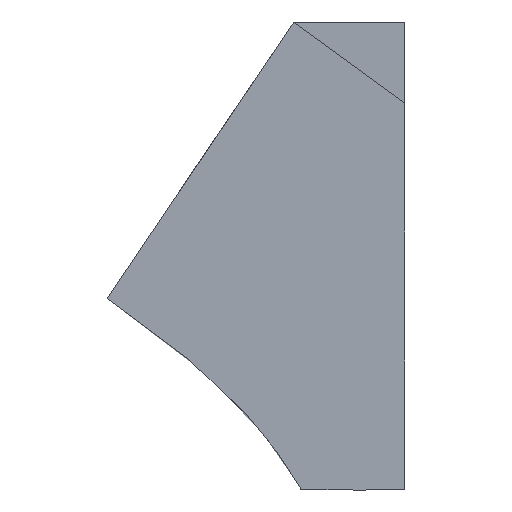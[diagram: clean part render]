
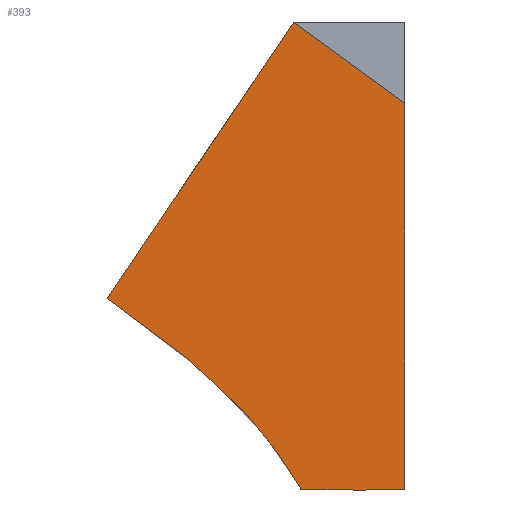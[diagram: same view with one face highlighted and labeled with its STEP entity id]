
A CAD part, front view. The second image highlights one B-rep face of the part: STEP entity #393.
In plain terms, the highlighted free-form (B-spline) face has degree [3, 3] with [4, 11] control points.
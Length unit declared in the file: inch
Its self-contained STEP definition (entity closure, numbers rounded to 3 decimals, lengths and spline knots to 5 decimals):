
#26=LINE('',#965,#48);
#48=VECTOR('',#447,0.3937);
#92=FACE_OUTER_BOUND('',#114,.T.);
#114=EDGE_LOOP('',(#350,#351,#352,#353,#354,#355,#356));
#143=B_SPLINE_CURVE_WITH_KNOTS('',3,(#1010,#1011,#1012,#1013,#1014,#1015,
#1016,#1017,#1018,#1019),.UNSPECIFIED.,.F.,.F.,(4,1,1,1,1,1,1,4),(2.62484,
2.65115,2.65447,2.74791,2.7968,2.84569,
2.89446,2.93193),.UNSPECIFIED.);
#144=B_SPLINE_CURVE_WITH_KNOTS('',3,(#1027,#1028,#1029,#1030),
 .UNSPECIFIED.,.F.,.F.,(4,4),(2.93193,2.93423),
 .UNSPECIFIED.);
#145=B_SPLINE_CURVE_WITH_KNOTS('',3,(#1034,#1035,#1036,#1037),
 .UNSPECIFIED.,.F.,.F.,(4,4),(-10.12743,-0.05),
 .UNSPECIFIED.);
#147=B_SPLINE_CURVE_WITH_KNOTS('',3,(#1049,#1050,#1051,#1052),
 .UNSPECIFIED.,.F.,.F.,(4,4),(-37.76018,0.),.UNSPECIFIED.);
#150=B_SPLINE_CURVE_WITH_KNOTS('',3,(#1094,#1095,#1096,#1097,#1098,#1099),
 .UNSPECIFIED.,.F.,.F.,(4,1,1,4),(2.62807,2.65115,2.65447,
2.72666),.UNSPECIFIED.);
#151=B_SPLINE_CURVE_WITH_KNOTS('',3,(#1144,#1145,#1146,#1147),
 .UNSPECIFIED.,.F.,.F.,(4,4),(-0.057,-0.05),
 .UNSPECIFIED.);
#178=VERTEX_POINT('',#957);
#179=VERTEX_POINT('',#964);
#180=VERTEX_POINT('',#1003);
#182=VERTEX_POINT('',#1025);
#183=VERTEX_POINT('',#1032);
#187=VERTEX_POINT('',#1044);
#189=VERTEX_POINT('',#1087);
#227=EDGE_CURVE('',#179,#178,#26,.T.);
#230=EDGE_CURVE('',#178,#180,#143,.T.);
#234=EDGE_CURVE('',#180,#182,#144,.T.);
#236=EDGE_CURVE('',#182,#183,#145,.T.);
#240=EDGE_CURVE('',#183,#187,#147,.T.);
#246=EDGE_CURVE('',#189,#187,#150,.T.);
#247=EDGE_CURVE('',#189,#179,#151,.T.);
#350=ORIENTED_EDGE('',*,*,#227,.T.);
#351=ORIENTED_EDGE('',*,*,#230,.T.);
#352=ORIENTED_EDGE('',*,*,#234,.T.);
#353=ORIENTED_EDGE('',*,*,#236,.T.);
#354=ORIENTED_EDGE('',*,*,#240,.T.);
#355=ORIENTED_EDGE('',*,*,#246,.F.);
#356=ORIENTED_EDGE('',*,*,#247,.T.);
#372=B_SPLINE_SURFACE_WITH_KNOTS('',3,3,((#1100,#1101,#1102,#1103,#1104,
#1105,#1106,#1107,#1108,#1109,#1110),(#1111,#1112,#1113,#1114,#1115,#1116,
#1117,#1118,#1119,#1120,#1121),(#1122,#1123,#1124,#1125,#1126,#1127,#1128,
#1129,#1130,#1131,#1132),(#1133,#1134,#1135,#1136,#1137,#1138,#1139,#1140,
#1141,#1142,#1143)),.UNSPECIFIED.,.F.,.F.,.F.,(4,4),(4,1,1,1,1,1,1,1,4),
(-35.56,0.),(2.62484,2.65115,2.65447,2.74791,
2.7968,2.84569,2.89446,2.94482,2.98868),
 .UNSPECIFIED.);
#393=ADVANCED_FACE('',(#92),#372,.T.);
#447=DIRECTION('',(-0.559,0.,-0.829));
#957=CARTESIAN_POINT('',(59.55578,-4.,12.59855));
#964=CARTESIAN_POINT('',(66.72537,-4.,23.22791));
#965=CARTESIAN_POINT('',(66.72537,-4.,23.22791));
#1003=CARTESIAN_POINT('',(67.,-4.,5.30719));
#1010=CARTESIAN_POINT('Ctrl Pts',(59.55578,-4.,12.59855));
#1011=CARTESIAN_POINT('Ctrl Pts',(59.85255,-4.,12.40414));
#1012=CARTESIAN_POINT('Ctrl Pts',(60.17904,-4.,12.18355));
#1013=CARTESIAN_POINT('Ctrl Pts',(61.4986,-4.,11.25991));
#1014=CARTESIAN_POINT('Ctrl Pts',(62.91795,-4.,10.13874));
#1015=CARTESIAN_POINT('Ctrl Pts',(64.49419,-4.,8.62242));
#1016=CARTESIAN_POINT('Ctrl Pts',(65.54822,-4.,7.43978));
#1017=CARTESIAN_POINT('Ctrl Pts',(66.37598,-4.,6.3329));
#1018=CARTESIAN_POINT('Ctrl Pts',(66.82192,-4.,5.61873));
#1019=CARTESIAN_POINT('Ctrl Pts',(67.,-4.,5.30719));
#1025=CARTESIAN_POINT('',(67.03251,-4.,5.25));
#1027=CARTESIAN_POINT('Ctrl Pts',(67.,-4.,5.30719));
#1028=CARTESIAN_POINT('Ctrl Pts',(67.01089,-4.,5.28813));
#1029=CARTESIAN_POINT('Ctrl Pts',(67.02173,-4.,5.26907));
#1030=CARTESIAN_POINT('Ctrl Pts',(67.03251,-4.,5.25));
#1032=CARTESIAN_POINT('',(71.,-4.,5.25));
#1034=CARTESIAN_POINT('Ctrl Pts',(67.03251,-4.,5.25));
#1035=CARTESIAN_POINT('Ctrl Pts',(68.355,-4.,5.25));
#1036=CARTESIAN_POINT('Ctrl Pts',(69.6775,-4.,5.25));
#1037=CARTESIAN_POINT('Ctrl Pts',(71.,-4.,5.25));
#1044=CARTESIAN_POINT('',(71.,-4.,20.11621));
#1049=CARTESIAN_POINT('Ctrl Pts',(71.,-4.,5.25));
#1050=CARTESIAN_POINT('Ctrl Pts',(71.,-4.,10.2054));
#1051=CARTESIAN_POINT('Ctrl Pts',(71.,-4.,15.16081));
#1052=CARTESIAN_POINT('Ctrl Pts',(71.,-4.,20.11621));
#1087=CARTESIAN_POINT('',(66.72813,-4.,23.22791));
#1094=CARTESIAN_POINT('Ctrl Pts',(66.72813,-4.,23.22791));
#1095=CARTESIAN_POINT('Ctrl Pts',(67.07567,-4.,22.99904));
#1096=CARTESIAN_POINT('Ctrl Pts',(67.46937,-4.,22.73386));
#1097=CARTESIAN_POINT('Ctrl Pts',(68.92332,-4.,21.72817));
#1098=CARTESIAN_POINT('Ctrl Pts',(70.00126,-4.,20.92429));
#1099=CARTESIAN_POINT('Ctrl Pts',(71.,-4.,20.11621));
#1100=CARTESIAN_POINT('Ctrl Pts',(66.58188,-4.,23.32392));
#1101=CARTESIAN_POINT('Ctrl Pts',(66.97918,-4.,23.06392));
#1102=CARTESIAN_POINT('Ctrl Pts',(67.42172,-4.,22.76683));
#1103=CARTESIAN_POINT('Ctrl Pts',(69.23665,-4.,21.51137));
#1104=CARTESIAN_POINT('Ctrl Pts',(71.29746,-4.,19.94279));
#1105=CARTESIAN_POINT('Ctrl Pts',(73.83349,-4.,17.66258));
#1106=CARTESIAN_POINT('Ctrl Pts',(75.68256,-4.,15.77176));
#1107=CARTESIAN_POINT('Ctrl Pts',(77.43839,-4.,13.68921));
#1108=CARTESIAN_POINT('Ctrl Pts',(78.99557,-4.,11.47471));
#1109=CARTESIAN_POINT('Ctrl Pts',(79.89942,-4.,9.8719));
#1110=CARTESIAN_POINT('Ctrl Pts',(80.28399,-4.,9.09358));
#1111=CARTESIAN_POINT('Ctrl Pts',(64.23985,-4.,19.74879));
#1112=CARTESIAN_POINT('Ctrl Pts',(64.60369,-4.,19.51067));
#1113=CARTESIAN_POINT('Ctrl Pts',(65.00744,-4.,19.23906));
#1114=CARTESIAN_POINT('Ctrl Pts',(66.65745,-4.,18.09424));
#1115=CARTESIAN_POINT('Ctrl Pts',(68.50426,-4.,16.67477));
#1116=CARTESIAN_POINT('Ctrl Pts',(70.72043,-4.,14.6492));
#1117=CARTESIAN_POINT('Ctrl Pts',(72.30446,-4.,12.99443));
#1118=CARTESIAN_POINT('Ctrl Pts',(73.77723,-4.,11.20193));
#1119=CARTESIAN_POINT('Ctrl Pts',(75.05501,-4.,9.33027));
#1120=CARTESIAN_POINT('Ctrl Pts',(75.78233,-4.,7.99878));
#1121=CARTESIAN_POINT('Ctrl Pts',(76.08957,-4.,7.35708));
#1122=CARTESIAN_POINT('Ctrl Pts',(61.89781,-4.,16.17367));
#1123=CARTESIAN_POINT('Ctrl Pts',(62.22804,-4.,15.95739));
#1124=CARTESIAN_POINT('Ctrl Pts',(62.59332,-4.,15.71132));
#1125=CARTESIAN_POINT('Ctrl Pts',(64.0778,-4.,14.67704));
#1126=CARTESIAN_POINT('Ctrl Pts',(65.71114,-4.,13.40676));
#1127=CARTESIAN_POINT('Ctrl Pts',(67.60725,-4.,11.63581));
#1128=CARTESIAN_POINT('Ctrl Pts',(68.92632,-4.,10.21711));
#1129=CARTESIAN_POINT('Ctrl Pts',(70.11605,-4.,8.71465));
#1130=CARTESIAN_POINT('Ctrl Pts',(71.11441,-4.,7.18583));
#1131=CARTESIAN_POINT('Ctrl Pts',(71.66526,-4.,6.12568));
#1132=CARTESIAN_POINT('Ctrl Pts',(71.89514,-4.,5.62058));
#1133=CARTESIAN_POINT('Ctrl Pts',(59.55578,-4.,12.59855));
#1134=CARTESIAN_POINT('Ctrl Pts',(59.85255,-4.,12.40414));
#1135=CARTESIAN_POINT('Ctrl Pts',(60.17904,-4.,12.18355));
#1136=CARTESIAN_POINT('Ctrl Pts',(61.4986,-4.,11.25991));
#1137=CARTESIAN_POINT('Ctrl Pts',(62.91795,-4.,10.13874));
#1138=CARTESIAN_POINT('Ctrl Pts',(64.49419,-4.,8.62242));
#1139=CARTESIAN_POINT('Ctrl Pts',(65.54822,-4.,7.43978));
#1140=CARTESIAN_POINT('Ctrl Pts',(66.4549,-4.,6.22738));
#1141=CARTESIAN_POINT('Ctrl Pts',(67.17385,-4.,5.0414));
#1142=CARTESIAN_POINT('Ctrl Pts',(67.54817,-4.,4.25257));
#1143=CARTESIAN_POINT('Ctrl Pts',(67.70072,-4.,3.88409));
#1144=CARTESIAN_POINT('Ctrl Pts',(66.72813,-4.,23.22791));
#1145=CARTESIAN_POINT('Ctrl Pts',(66.72721,-4.,23.22791));
#1146=CARTESIAN_POINT('Ctrl Pts',(66.72629,-4.,23.22791));
#1147=CARTESIAN_POINT('Ctrl Pts',(66.72537,-4.,23.22791));
